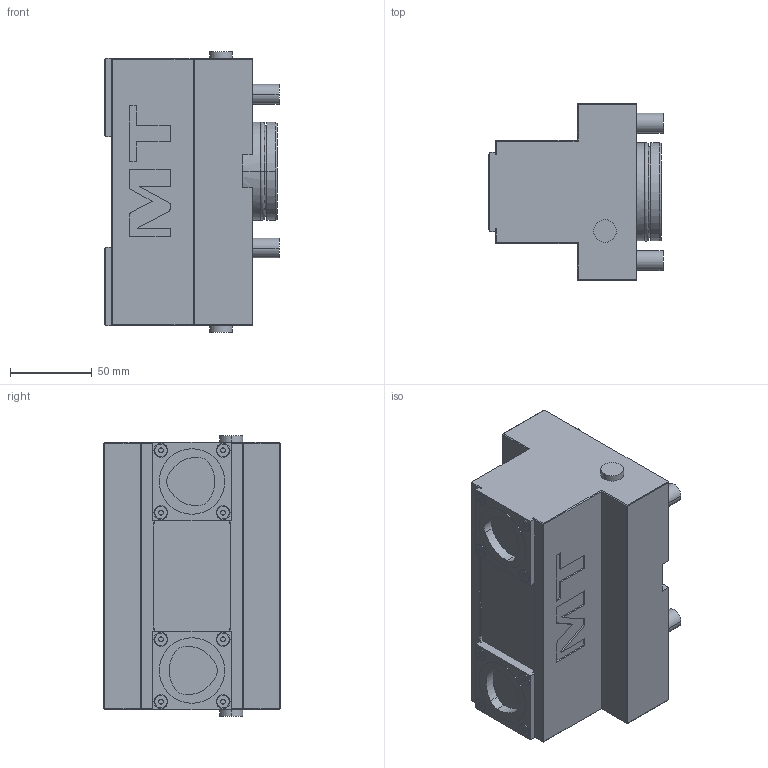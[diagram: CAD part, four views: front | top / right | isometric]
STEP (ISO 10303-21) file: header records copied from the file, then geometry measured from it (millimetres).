
FILE_DESCRIPTION((''),'2;1');
FILE_NAME('MNL0474020_CONF','2023-02-17T15:14:53',('sterribile'),('M.T. srl'),'CREO PARAMETRIC BY PTC INC, 2021072','CREO PARAMETRIC BY PTC INC, 2021072','');
FILE_SCHEMA(('CONFIG_CONTROL_DESIGN'));
Length unit declared in the file: millimetre
Products named in the file (1): MNL0474020_CONF
Bounding box: 106.5 x 108 x 171.5 mm (x, y, z)
Volume: 1192547.4 mm3; surface area: 89072.4 mm2
Topology: 1 solids, 1 shells, 243 faces, 604 edges, 388 vertices
Faces by surface type: plane 142, cylinder 71, torus 20, cone 6, extrusion 4
Entity records: 7307 total; most frequent: CARTESIAN_POINT 1318, DIRECTION 1266, ORIENTED_EDGE 1208, EDGE_CURVE 604, AXIS2_PLACEMENT_3D 435, VECTOR 396, LINE 392, VERTEX_POINT 388
